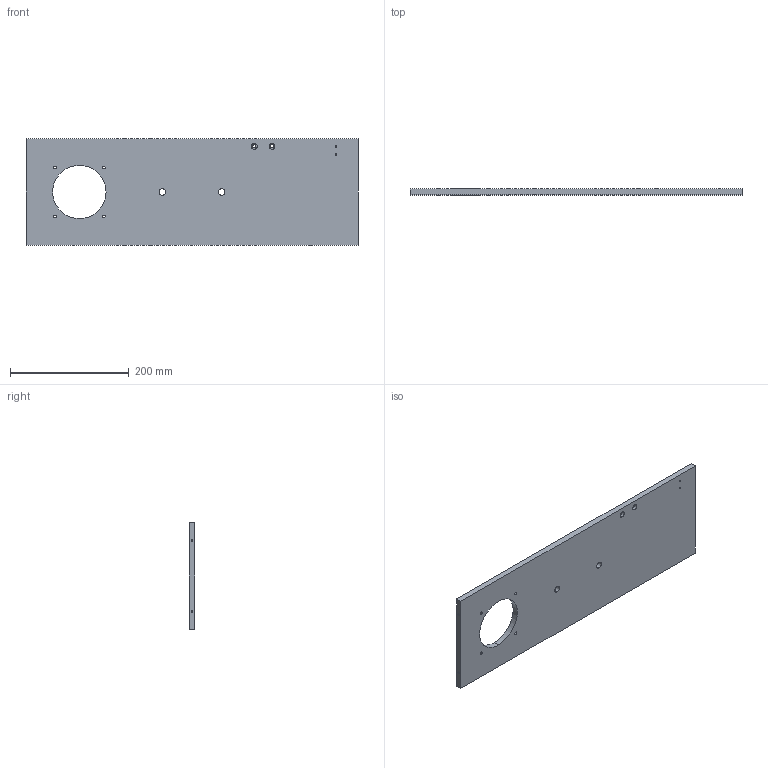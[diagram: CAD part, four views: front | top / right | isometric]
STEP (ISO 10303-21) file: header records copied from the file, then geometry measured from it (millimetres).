
FILE_DESCRIPTION (( 'STEP AP203' ), '1' );
FILE_NAME ('TAE-22001JC-001-02.STEP', '2021-12-21T06:47:21', ( '' ), ( '' ), 'SwSTEP 2.0', 'SolidWorks 2016', '' );
FILE_SCHEMA (( 'CONFIG_CONTROL_DESIGN' ));
Length unit declared in the file: millimetre
Products named in the file (1): TAE-22001JC-001-02
Bounding box: 560 x 10 x 180 mm (x, y, z)
Volume: 940100.3 mm3; surface area: 208525.6 mm2
Topology: 1 solids, 1 shells, 62 faces, 160 edges, 95 vertices
Faces by surface type: cylinder 40, cone 14, plane 8
Entity records: 1935 total; most frequent: DIRECTION 352, CARTESIAN_POINT 304, ORIENTED_EDGE 292, EDGE_CURVE 146, AXIS2_PLACEMENT_3D 143, VERTEX_POINT 95, EDGE_LOOP 93, CIRCLE 80
